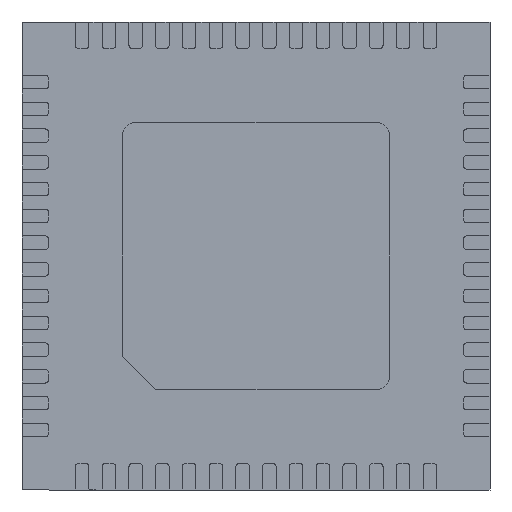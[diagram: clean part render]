
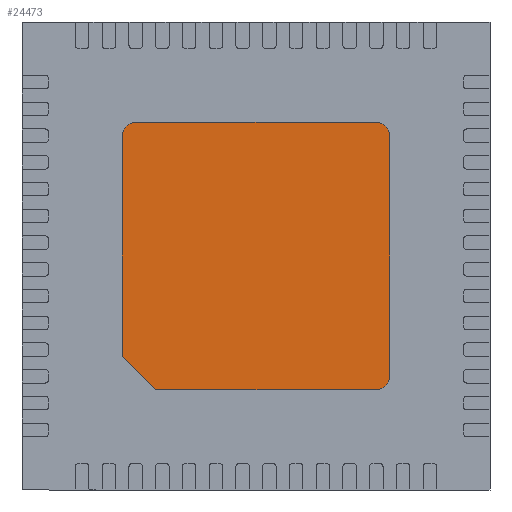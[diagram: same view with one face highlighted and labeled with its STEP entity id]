
A CAD part, front view. The second image highlights one B-rep face of the part: STEP entity #24473.
In plain terms, the highlighted planar face has unit normal (0, -1, 0).
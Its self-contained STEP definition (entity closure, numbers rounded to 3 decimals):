
#140 = LINE ( 'NONE', #10102, #14826 ) ;
#333 = EDGE_CURVE ( 'NONE', #24280, #14285, #22023, .T. ) ;
#878 = DIRECTION ( 'NONE',  ( 0., -1., 0. ) ) ;
#1000 = DIRECTION ( 'NONE',  ( 0., 0., 1. ) ) ;
#1107 = EDGE_CURVE ( 'NONE', #6416, #8997, #12158, .T. ) ;
#2274 = EDGE_CURVE ( 'NONE', #19188, #24280, #7804, .T. ) ;
#2300 = CIRCLE ( 'NONE', #15570, 0.2 ) ;
#3326 = ORIENTED_EDGE ( 'NONE', *, *, #16989, .T. ) ;
#3909 = ORIENTED_EDGE ( 'NONE', *, *, #1107, .T. ) ;
#4491 = EDGE_CURVE ( 'NONE', #21687, #10107, #140, .T. ) ;
#4737 = VECTOR ( 'NONE', #10929, 1000. ) ;
#4859 = CARTESIAN_POINT ( 'NONE',  ( -2., 0., -1.5 ) ) ;
#5453 = DIRECTION ( 'NONE',  ( 0., -1., 0. ) ) ;
#5625 = ORIENTED_EDGE ( 'NONE', *, *, #333, .T. ) ;
#6369 = VECTOR ( 'NONE', #18632, 1000. ) ;
#6416 = VERTEX_POINT ( 'NONE', #12910 ) ;
#7763 = ORIENTED_EDGE ( 'NONE', *, *, #4491, .T. ) ;
#7804 = LINE ( 'NONE', #4859, #4737 ) ;
#8337 = CARTESIAN_POINT ( 'NONE',  ( 2., 0., -1.8 ) ) ;
#8611 = VECTOR ( 'NONE', #20129, 1000. ) ;
#8675 = CARTESIAN_POINT ( 'NONE',  ( 1.8, 0., 1.8 ) ) ;
#8997 = VERTEX_POINT ( 'NONE', #9277 ) ;
#9008 = AXIS2_PLACEMENT_3D ( 'NONE', #8675, #878, #24533 ) ;
#9023 = CARTESIAN_POINT ( 'NONE',  ( -1.8, 0., 1.8 ) ) ;
#9277 = CARTESIAN_POINT ( 'NONE',  ( 2., 0., -1.8 ) ) ;
#9336 = DIRECTION ( 'NONE',  ( 0., 0., 1. ) ) ;
#9364 = VERTEX_POINT ( 'NONE', #10196 ) ;
#9508 = ORIENTED_EDGE ( 'NONE', *, *, #19814, .T. ) ;
#10102 = CARTESIAN_POINT ( 'NONE',  ( 1.8, 0., 2. ) ) ;
#10107 = VERTEX_POINT ( 'NONE', #11100 ) ;
#10196 = CARTESIAN_POINT ( 'NONE',  ( 2., 0., 1.8 ) ) ;
#10929 = DIRECTION ( 'NONE',  ( 0., 0., -1. ) ) ;
#10990 = CARTESIAN_POINT ( 'NONE',  ( 1.8, 0., 2. ) ) ;
#11100 = CARTESIAN_POINT ( 'NONE',  ( -1.8, 0., 2. ) ) ;
#11335 = DIRECTION ( 'NONE',  ( 0., 0., 1. ) ) ;
#11364 = LINE ( 'NONE', #8337, #17458 ) ;
#12158 = CIRCLE ( 'NONE', #17657, 0.2 ) ;
#12488 = EDGE_CURVE ( 'NONE', #8997, #9364, #11364, .T. ) ;
#12556 = FACE_OUTER_BOUND ( 'NONE', #22149, .T. ) ;
#12781 = PLANE ( 'NONE',  #22342 ) ;
#12910 = CARTESIAN_POINT ( 'NONE',  ( 1.8, 0., -2. ) ) ;
#14285 = VERTEX_POINT ( 'NONE', #17679 ) ;
#14826 = VECTOR ( 'NONE', #21657, 1000. ) ;
#15570 = AXIS2_PLACEMENT_3D ( 'NONE', #17895, #22571, #1000 ) ;
#16170 = DIRECTION ( 'NONE',  ( 0., 0., 1. ) ) ;
#16686 = DIRECTION ( 'NONE',  ( 0., 1., 0. ) ) ;
#16989 = EDGE_CURVE ( 'NONE', #10107, #19188, #2300, .T. ) ;
#17190 = ORIENTED_EDGE ( 'NONE', *, *, #12488, .T. ) ;
#17458 = VECTOR ( 'NONE', #16170, 1000. ) ;
#17647 = ORIENTED_EDGE ( 'NONE', *, *, #23198, .T. ) ;
#17657 = AXIS2_PLACEMENT_3D ( 'NONE', #23347, #5453, #11335 ) ;
#17679 = CARTESIAN_POINT ( 'NONE',  ( -1.5, 0., -2. ) ) ;
#17895 = CARTESIAN_POINT ( 'NONE',  ( -1.8, 0., 1.8 ) ) ;
#18632 = DIRECTION ( 'NONE',  ( 0.707, 0., -0.707 ) ) ;
#19046 = CIRCLE ( 'NONE', #9008, 0.2 ) ;
#19188 = VERTEX_POINT ( 'NONE', #20071 ) ;
#19814 = EDGE_CURVE ( 'NONE', #14285, #6416, #20224, .T. ) ;
#19973 = CARTESIAN_POINT ( 'NONE',  ( -2., 0., -1.5 ) ) ;
#20071 = CARTESIAN_POINT ( 'NONE',  ( -2., 0., 1.8 ) ) ;
#20129 = DIRECTION ( 'NONE',  ( 1., 0., 0. ) ) ;
#20224 = LINE ( 'NONE', #23864, #8611 ) ;
#20433 = CARTESIAN_POINT ( 'NONE',  ( -1.5, 0., -2. ) ) ;
#21657 = DIRECTION ( 'NONE',  ( -1., 0., 0. ) ) ;
#21687 = VERTEX_POINT ( 'NONE', #10990 ) ;
#22023 = LINE ( 'NONE', #20433, #6369 ) ;
#22149 = EDGE_LOOP ( 'NONE', ( #3326, #25198, #5625, #9508, #3909, #17190, #17647, #7763 ) ) ;
#22342 = AXIS2_PLACEMENT_3D ( 'NONE', #9023, #16686, #9336 ) ;
#22571 = DIRECTION ( 'NONE',  ( 0., -1., 0. ) ) ;
#23198 = EDGE_CURVE ( 'NONE', #9364, #21687, #19046, .T. ) ;
#23347 = CARTESIAN_POINT ( 'NONE',  ( 1.8, 0., -1.8 ) ) ;
#23864 = CARTESIAN_POINT ( 'NONE',  ( 1.8, 0., -2. ) ) ;
#24280 = VERTEX_POINT ( 'NONE', #19973 ) ;
#24473 = ADVANCED_FACE ( 'NONE', ( #12556 ), #12781, .F. ) ;
#24533 = DIRECTION ( 'NONE',  ( 0., 0., 1. ) ) ;
#25198 = ORIENTED_EDGE ( 'NONE', *, *, #2274, .T. ) ;
